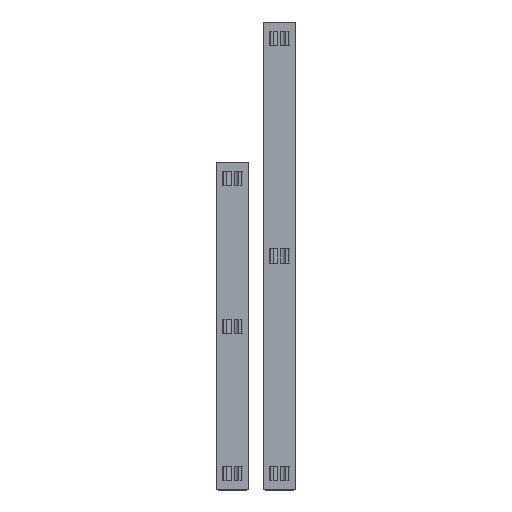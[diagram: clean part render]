
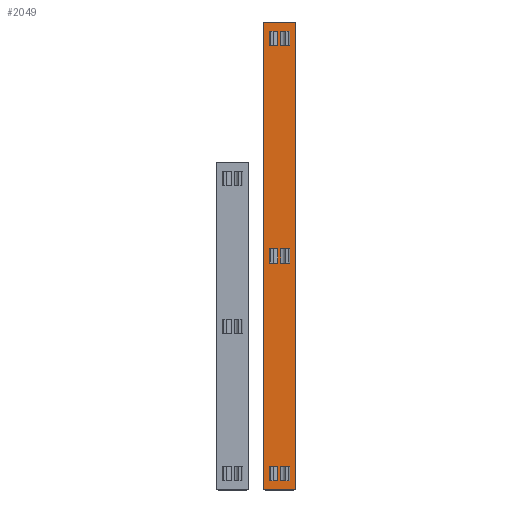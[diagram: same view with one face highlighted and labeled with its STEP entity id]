
A CAD part, top view. The second image highlights one B-rep face of the part: STEP entity #2049.
In plain terms, the highlighted planar face has unit normal (0, 0, 1).
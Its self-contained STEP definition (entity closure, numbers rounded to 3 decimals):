
#23=FACE_BOUND('',#312,.T.);
#24=FACE_BOUND('',#313,.T.);
#25=FACE_BOUND('',#314,.T.);
#26=FACE_BOUND('',#315,.T.);
#27=FACE_BOUND('',#316,.T.);
#28=FACE_BOUND('',#317,.T.);
#86=PLANE('',#2190);
#193=FACE_OUTER_BOUND('',#311,.T.);
#311=EDGE_LOOP('',(#1723,#1724,#1725,#1726));
#312=EDGE_LOOP('',(#1727,#1728,#1729,#1730));
#313=EDGE_LOOP('',(#1731,#1732,#1733,#1734));
#314=EDGE_LOOP('',(#1735,#1736,#1737,#1738));
#315=EDGE_LOOP('',(#1739,#1740,#1741,#1742));
#316=EDGE_LOOP('',(#1743,#1744,#1745,#1746));
#317=EDGE_LOOP('',(#1747,#1748,#1749,#1750));
#498=LINE('',#3088,#762);
#513=LINE('',#3121,#777);
#514=LINE('',#3123,#778);
#515=LINE('',#3125,#779);
#516=LINE('',#3129,#780);
#517=LINE('',#3131,#781);
#518=LINE('',#3133,#782);
#519=LINE('',#3134,#783);
#520=LINE('',#3137,#784);
#521=LINE('',#3139,#785);
#522=LINE('',#3141,#786);
#523=LINE('',#3142,#787);
#524=LINE('',#3145,#788);
#525=LINE('',#3147,#789);
#526=LINE('',#3149,#790);
#527=LINE('',#3150,#791);
#528=LINE('',#3153,#792);
#529=LINE('',#3155,#793);
#530=LINE('',#3157,#794);
#531=LINE('',#3158,#795);
#532=LINE('',#3161,#796);
#533=LINE('',#3163,#797);
#534=LINE('',#3165,#798);
#535=LINE('',#3166,#799);
#536=LINE('',#3169,#800);
#537=LINE('',#3171,#801);
#538=LINE('',#3173,#802);
#539=LINE('',#3174,#803);
#762=VECTOR('',#2521,10.);
#777=VECTOR('',#2550,10.);
#778=VECTOR('',#2553,10.);
#779=VECTOR('',#2556,10.);
#780=VECTOR('',#2559,10.);
#781=VECTOR('',#2560,10.);
#782=VECTOR('',#2561,10.);
#783=VECTOR('',#2562,10.);
#784=VECTOR('',#2563,10.);
#785=VECTOR('',#2564,10.);
#786=VECTOR('',#2565,10.);
#787=VECTOR('',#2566,10.);
#788=VECTOR('',#2567,10.);
#789=VECTOR('',#2568,10.);
#790=VECTOR('',#2569,10.);
#791=VECTOR('',#2570,10.);
#792=VECTOR('',#2571,10.);
#793=VECTOR('',#2572,10.);
#794=VECTOR('',#2573,10.);
#795=VECTOR('',#2574,10.);
#796=VECTOR('',#2575,10.);
#797=VECTOR('',#2576,10.);
#798=VECTOR('',#2577,10.);
#799=VECTOR('',#2578,10.);
#800=VECTOR('',#2579,10.);
#801=VECTOR('',#2580,10.);
#802=VECTOR('',#2581,10.);
#803=VECTOR('',#2582,10.);
#1014=VERTEX_POINT('',#3085);
#1015=VERTEX_POINT('',#3087);
#1025=VERTEX_POINT('',#3117);
#1026=VERTEX_POINT('',#3119);
#1027=VERTEX_POINT('',#3127);
#1028=VERTEX_POINT('',#3128);
#1029=VERTEX_POINT('',#3130);
#1030=VERTEX_POINT('',#3132);
#1031=VERTEX_POINT('',#3135);
#1032=VERTEX_POINT('',#3136);
#1033=VERTEX_POINT('',#3138);
#1034=VERTEX_POINT('',#3140);
#1035=VERTEX_POINT('',#3143);
#1036=VERTEX_POINT('',#3144);
#1037=VERTEX_POINT('',#3146);
#1038=VERTEX_POINT('',#3148);
#1039=VERTEX_POINT('',#3151);
#1040=VERTEX_POINT('',#3152);
#1041=VERTEX_POINT('',#3154);
#1042=VERTEX_POINT('',#3156);
#1043=VERTEX_POINT('',#3159);
#1044=VERTEX_POINT('',#3160);
#1045=VERTEX_POINT('',#3162);
#1046=VERTEX_POINT('',#3164);
#1047=VERTEX_POINT('',#3167);
#1048=VERTEX_POINT('',#3168);
#1049=VERTEX_POINT('',#3170);
#1050=VERTEX_POINT('',#3172);
#1254=EDGE_CURVE('',#1015,#1014,#498,.T.);
#1271=EDGE_CURVE('',#1026,#1025,#513,.T.);
#1272=EDGE_CURVE('',#1026,#1015,#514,.T.);
#1273=EDGE_CURVE('',#1014,#1025,#515,.T.);
#1274=EDGE_CURVE('',#1027,#1028,#516,.T.);
#1275=EDGE_CURVE('',#1028,#1029,#517,.T.);
#1276=EDGE_CURVE('',#1030,#1029,#518,.T.);
#1277=EDGE_CURVE('',#1027,#1030,#519,.T.);
#1278=EDGE_CURVE('',#1031,#1032,#520,.T.);
#1279=EDGE_CURVE('',#1031,#1033,#521,.T.);
#1280=EDGE_CURVE('',#1033,#1034,#522,.T.);
#1281=EDGE_CURVE('',#1034,#1032,#523,.T.);
#1282=EDGE_CURVE('',#1035,#1036,#524,.T.);
#1283=EDGE_CURVE('',#1036,#1037,#525,.T.);
#1284=EDGE_CURVE('',#1037,#1038,#526,.T.);
#1285=EDGE_CURVE('',#1038,#1035,#527,.T.);
#1286=EDGE_CURVE('',#1039,#1040,#528,.T.);
#1287=EDGE_CURVE('',#1039,#1041,#529,.T.);
#1288=EDGE_CURVE('',#1041,#1042,#530,.T.);
#1289=EDGE_CURVE('',#1042,#1040,#531,.T.);
#1290=EDGE_CURVE('',#1043,#1044,#532,.T.);
#1291=EDGE_CURVE('',#1044,#1045,#533,.T.);
#1292=EDGE_CURVE('',#1045,#1046,#534,.T.);
#1293=EDGE_CURVE('',#1046,#1043,#535,.T.);
#1294=EDGE_CURVE('',#1047,#1048,#536,.T.);
#1295=EDGE_CURVE('',#1048,#1049,#537,.T.);
#1296=EDGE_CURVE('',#1049,#1050,#538,.T.);
#1297=EDGE_CURVE('',#1050,#1047,#539,.T.);
#1723=ORIENTED_EDGE('',*,*,#1274,.T.);
#1724=ORIENTED_EDGE('',*,*,#1275,.T.);
#1725=ORIENTED_EDGE('',*,*,#1276,.F.);
#1726=ORIENTED_EDGE('',*,*,#1277,.F.);
#1727=ORIENTED_EDGE('',*,*,#1278,.F.);
#1728=ORIENTED_EDGE('',*,*,#1279,.T.);
#1729=ORIENTED_EDGE('',*,*,#1280,.T.);
#1730=ORIENTED_EDGE('',*,*,#1281,.T.);
#1731=ORIENTED_EDGE('',*,*,#1282,.T.);
#1732=ORIENTED_EDGE('',*,*,#1283,.T.);
#1733=ORIENTED_EDGE('',*,*,#1284,.T.);
#1734=ORIENTED_EDGE('',*,*,#1285,.T.);
#1735=ORIENTED_EDGE('',*,*,#1286,.F.);
#1736=ORIENTED_EDGE('',*,*,#1287,.T.);
#1737=ORIENTED_EDGE('',*,*,#1288,.T.);
#1738=ORIENTED_EDGE('',*,*,#1289,.T.);
#1739=ORIENTED_EDGE('',*,*,#1290,.T.);
#1740=ORIENTED_EDGE('',*,*,#1291,.T.);
#1741=ORIENTED_EDGE('',*,*,#1292,.T.);
#1742=ORIENTED_EDGE('',*,*,#1293,.T.);
#1743=ORIENTED_EDGE('',*,*,#1294,.T.);
#1744=ORIENTED_EDGE('',*,*,#1295,.T.);
#1745=ORIENTED_EDGE('',*,*,#1296,.T.);
#1746=ORIENTED_EDGE('',*,*,#1297,.T.);
#1747=ORIENTED_EDGE('',*,*,#1271,.F.);
#1748=ORIENTED_EDGE('',*,*,#1272,.T.);
#1749=ORIENTED_EDGE('',*,*,#1254,.T.);
#1750=ORIENTED_EDGE('',*,*,#1273,.T.);
#2049=ADVANCED_FACE('',(#193,#23,#24,#25,#26,#27,#28),#86,.T.);
#2190=AXIS2_PLACEMENT_3D('',#3126,#2557,#2558);
#2521=DIRECTION('',(0.,-1.,0.));
#2550=DIRECTION('',(0.,-1.,0.));
#2553=DIRECTION('',(1.,0.,0.));
#2556=DIRECTION('',(-1.,0.,0.));
#2557=DIRECTION('center_axis',(0.,0.,1.));
#2558=DIRECTION('ref_axis',(1.,0.,0.));
#2559=DIRECTION('',(1.,0.,0.));
#2560=DIRECTION('',(0.,1.,0.));
#2561=DIRECTION('',(1.,0.,0.));
#2562=DIRECTION('',(0.,1.,0.));
#2563=DIRECTION('',(0.,1.,0.));
#2564=DIRECTION('',(-1.,0.,0.));
#2565=DIRECTION('',(0.,1.,0.));
#2566=DIRECTION('',(1.,0.,0.));
#2567=DIRECTION('',(0.,1.,0.));
#2568=DIRECTION('',(1.,0.,0.));
#2569=DIRECTION('',(0.,-1.,0.));
#2570=DIRECTION('',(-1.,0.,0.));
#2571=DIRECTION('',(0.,-1.,0.));
#2572=DIRECTION('',(1.,0.,0.));
#2573=DIRECTION('',(0.,-1.,0.));
#2574=DIRECTION('',(-1.,0.,0.));
#2575=DIRECTION('',(0.,1.,0.));
#2576=DIRECTION('',(1.,0.,0.));
#2577=DIRECTION('',(0.,-1.,0.));
#2578=DIRECTION('',(-1.,0.,0.));
#2579=DIRECTION('',(0.,1.,0.));
#2580=DIRECTION('',(1.,0.,0.));
#2581=DIRECTION('',(0.,-1.,0.));
#2582=DIRECTION('',(-1.,0.,0.));
#3085=CARTESIAN_POINT('',(31.05,97.,2.));
#3087=CARTESIAN_POINT('',(31.05,103.,2.));
#3088=CARTESIAN_POINT('',(31.05,48.5,2.));
#3117=CARTESIAN_POINT('',(27.65,97.,2.));
#3119=CARTESIAN_POINT('',(27.65,103.,2.));
#3121=CARTESIAN_POINT('',(27.65,97.,2.));
#3123=CARTESIAN_POINT('',(24.75,103.,2.));
#3125=CARTESIAN_POINT('',(24.75,97.,2.));
#3126=CARTESIAN_POINT('Origin',(20.,0.,2.));
#3127=CARTESIAN_POINT('',(20.,0.,2.));
#3128=CARTESIAN_POINT('',(34.,0.,2.));
#3129=CARTESIAN_POINT('',(20.,0.,2.));
#3130=CARTESIAN_POINT('',(34.,200.,2.));
#3131=CARTESIAN_POINT('',(34.,0.,2.));
#3132=CARTESIAN_POINT('',(20.,200.,2.));
#3133=CARTESIAN_POINT('',(20.,200.,2.));
#3134=CARTESIAN_POINT('',(20.,0.,2.));
#3135=CARTESIAN_POINT('',(26.35,190.,2.));
#3136=CARTESIAN_POINT('',(26.35,196.,2.));
#3137=CARTESIAN_POINT('',(26.35,196.,2.));
#3138=CARTESIAN_POINT('',(22.95,190.,2.));
#3139=CARTESIAN_POINT('',(22.25,190.,2.));
#3140=CARTESIAN_POINT('',(22.95,196.,2.));
#3141=CARTESIAN_POINT('',(22.95,98.,2.));
#3142=CARTESIAN_POINT('',(22.25,196.,2.));
#3143=CARTESIAN_POINT('',(22.95,4.,2.));
#3144=CARTESIAN_POINT('',(22.95,10.,2.));
#3145=CARTESIAN_POINT('',(22.95,2.,2.));
#3146=CARTESIAN_POINT('',(26.35,10.,2.));
#3147=CARTESIAN_POINT('',(22.25,10.,2.));
#3148=CARTESIAN_POINT('',(26.35,4.,2.));
#3149=CARTESIAN_POINT('',(26.35,4.,2.));
#3150=CARTESIAN_POINT('',(22.25,4.,2.));
#3151=CARTESIAN_POINT('',(27.65,10.,2.));
#3152=CARTESIAN_POINT('',(27.65,4.,2.));
#3153=CARTESIAN_POINT('',(27.65,4.,2.));
#3154=CARTESIAN_POINT('',(31.05,10.,2.));
#3155=CARTESIAN_POINT('',(24.75,10.,2.));
#3156=CARTESIAN_POINT('',(31.05,4.,2.));
#3157=CARTESIAN_POINT('',(31.05,2.,2.));
#3158=CARTESIAN_POINT('',(24.75,4.,2.));
#3159=CARTESIAN_POINT('',(27.65,190.,2.));
#3160=CARTESIAN_POINT('',(27.65,196.,2.));
#3161=CARTESIAN_POINT('',(27.65,196.,2.));
#3162=CARTESIAN_POINT('',(31.05,196.,2.));
#3163=CARTESIAN_POINT('',(24.75,196.,2.));
#3164=CARTESIAN_POINT('',(31.05,190.,2.));
#3165=CARTESIAN_POINT('',(31.05,98.,2.));
#3166=CARTESIAN_POINT('',(24.75,190.,2.));
#3167=CARTESIAN_POINT('',(22.95,97.,2.));
#3168=CARTESIAN_POINT('',(22.95,103.,2.));
#3169=CARTESIAN_POINT('',(22.95,48.5,2.));
#3170=CARTESIAN_POINT('',(26.35,103.,2.));
#3171=CARTESIAN_POINT('',(22.25,103.,2.));
#3172=CARTESIAN_POINT('',(26.35,97.,2.));
#3173=CARTESIAN_POINT('',(26.35,97.,2.));
#3174=CARTESIAN_POINT('',(22.25,97.,2.));
